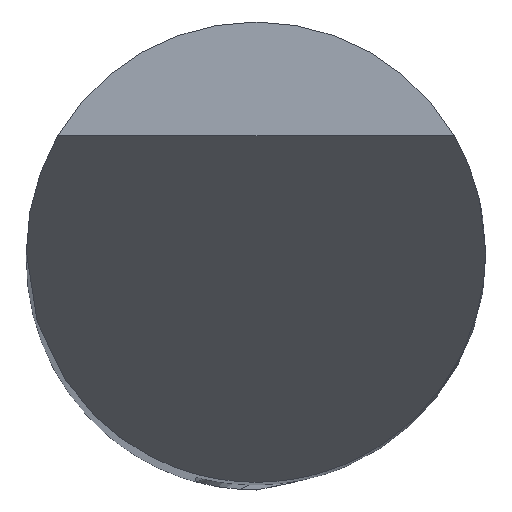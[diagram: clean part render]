
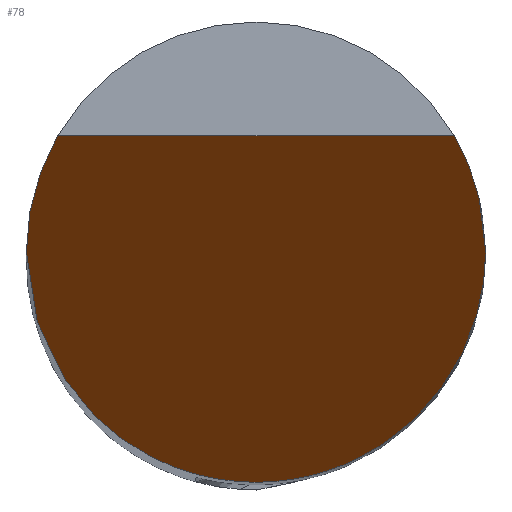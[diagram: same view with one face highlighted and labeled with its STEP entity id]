
A CAD part, top view. The second image highlights one B-rep face of the part: STEP entity #78.
In plain terms, the highlighted planar face has unit normal (0, -0.866, 0.5).
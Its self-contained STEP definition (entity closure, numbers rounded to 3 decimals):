
#78=ADVANCED_FACE('',(#119),#100,.T.);
#100=PLANE('',#556);
#119=FACE_OUTER_BOUND('',#146,.T.);
#146=EDGE_LOOP('',(#221,#222,#223,#224));
#221=ORIENTED_EDGE('',*,*,#381,.T.);
#222=ORIENTED_EDGE('',*,*,#382,.T.);
#223=ORIENTED_EDGE('',*,*,#383,.T.);
#224=ORIENTED_EDGE('',*,*,#384,.T.);
#328=VERTEX_POINT('',#872);
#329=VERTEX_POINT('',#873);
#330=VERTEX_POINT('',#880);
#331=VERTEX_POINT('',#885);
#381=EDGE_CURVE('',#328,#329,#427,.T.);
#382=EDGE_CURVE('',#329,#330,#487,.T.);
#383=EDGE_CURVE('',#330,#331,#488,.T.);
#384=EDGE_CURVE('',#331,#328,#489,.T.);
#427=LINE('',#874,#456);
#456=VECTOR('',#630,1.);
#487=(
BOUNDED_CURVE()
B_SPLINE_CURVE(3,(#876,#877,#878,#879),.UNSPECIFIED.,.F.,.F.)
B_SPLINE_CURVE_WITH_KNOTS((4,4),(0.,1.),.UNSPECIFIED.)
CURVE()
GEOMETRIC_REPRESENTATION_ITEM()
RATIONAL_B_SPLINE_CURVE((1.,0.977,0.977,1.))
REPRESENTATION_ITEM('')
);
#488=(
BOUNDED_CURVE()
B_SPLINE_CURVE(3,(#881,#882,#883,#884),.UNSPECIFIED.,.F.,.F.)
B_SPLINE_CURVE_WITH_KNOTS((4,4),(0.,1.),.UNSPECIFIED.)
CURVE()
GEOMETRIC_REPRESENTATION_ITEM()
RATIONAL_B_SPLINE_CURVE((1.,0.333,0.333,1.))
REPRESENTATION_ITEM('')
);
#489=(
BOUNDED_CURVE()
B_SPLINE_CURVE(3,(#886,#887,#888,#889),.UNSPECIFIED.,.F.,.F.)
B_SPLINE_CURVE_WITH_KNOTS((4,4),(0.,1.),.UNSPECIFIED.)
CURVE()
GEOMETRIC_REPRESENTATION_ITEM()
RATIONAL_B_SPLINE_CURVE((1.,0.977,0.977,1.))
REPRESENTATION_ITEM('')
);
#556=AXIS2_PLACEMENT_3D('',#890,#633,#634);
#630=DIRECTION('',(-1.,0.,0.));
#633=DIRECTION('',(0.,-0.866,0.5));
#634=DIRECTION('',(0.,0.5,0.866));
#872=CARTESIAN_POINT('',(1.726,1.01,1.75));
#873=CARTESIAN_POINT('',(-1.726,1.01,1.75));
#874=CARTESIAN_POINT('',(-62.915,1.01,1.75));
#876=CARTESIAN_POINT('',(-1.726,1.01,1.75));
#877=CARTESIAN_POINT('',(-1.907,0.702,1.216));
#878=CARTESIAN_POINT('',(-2.,0.357,0.619));
#879=CARTESIAN_POINT('',(-2.,0.,0.));
#880=CARTESIAN_POINT('',(-2.,0.,0.));
#881=CARTESIAN_POINT('',(-2.,0.,0.));
#882=CARTESIAN_POINT('',(-2.,-4.,-6.928));
#883=CARTESIAN_POINT('',(2.,-4.,-6.928));
#884=CARTESIAN_POINT('',(2.,0.,0.));
#885=CARTESIAN_POINT('',(2.,0.,0.));
#886=CARTESIAN_POINT('',(2.,0.,0.));
#887=CARTESIAN_POINT('',(2.,0.357,0.619));
#888=CARTESIAN_POINT('',(1.907,0.702,1.216));
#889=CARTESIAN_POINT('',(1.726,1.01,1.75));
#890=CARTESIAN_POINT('',(-62.915,4.054,7.021));
